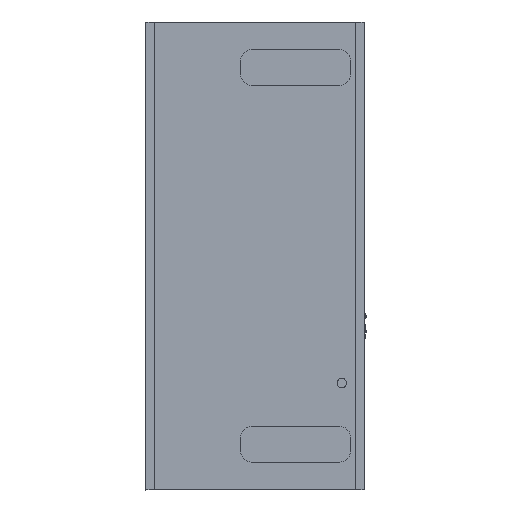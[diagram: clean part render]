
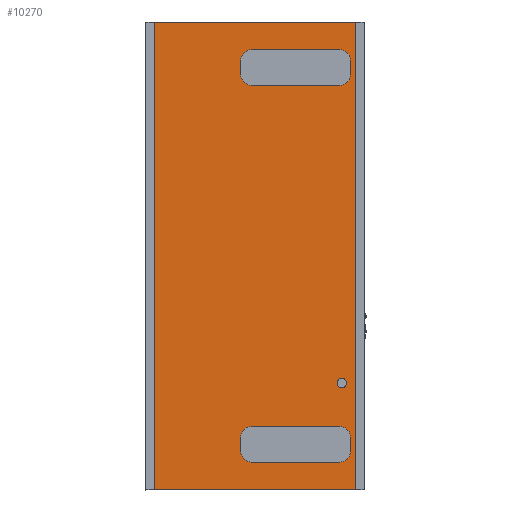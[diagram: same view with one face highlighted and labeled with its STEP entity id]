
A CAD part, top view. The second image highlights one B-rep face of the part: STEP entity #10270.
In plain terms, the highlighted planar face has unit normal (0, 0, 1).
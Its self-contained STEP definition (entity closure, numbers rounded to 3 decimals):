
#1250=CARTESIAN_POINT('',(-359.74,-280.956,250.936))
;
#1260=VERTEX_POINT('',#1250);
#1290=CARTESIAN_POINT('',(280.06,-280.956,251.037));
#1300=DIRECTION('',(-1.,0.,
0.));
#1310=VECTOR('',#1300,1.);
#1320=LINE('',#1290,#1310);
#1330=CARTESIAN_POINT('',(285.76,-280.956,251.038));
#1340=VERTEX_POINT('',#1330);
#1350=EDGE_CURVE('',#1340,#1260,#1320,.T.);
#2130=CARTESIAN_POINT('',(285.76,1219.044,251.038));
#2140=VERTEX_POINT('',#2130);
#2170=CARTESIAN_POINT('',(0.,1219.044,250.993)
);
#2180=DIRECTION('',(-1.,0.,
0.));
#2190=VECTOR('',#2180,1.);
#2200=LINE('',#2170,#2190);
#2210=CARTESIAN_POINT('',(-359.74,1219.044,250.936));
#2220=VERTEX_POINT('',#2210);
#2230=EDGE_CURVE('',#2140,#2220,#2200,.T.);
#8450=CARTESIAN_POINT('',(285.76,0.,251.038));
#8460=DIRECTION('',(0.,1.,0.));
#8470=VECTOR('',#8460,1.);
#8480=LINE('',#8450,#8470);
#8490=EDGE_CURVE('',#1340,#2140,#8480,.T.);
#8560=CARTESIAN_POINT('',(-359.74,-280.956,250.936))
;
#8570=DIRECTION('',(0.,0.,
-1.));
#8580=DIRECTION('',(-1.,0.,
0.));
#8590=AXIS2_PLACEMENT_3D('',#8560,#8570,#8580);
#8600=PLANE('',#8590);
#8610=ORIENTED_EDGE('',*,*,#1350,.F.);
#8620=CARTESIAN_POINT('',(-359.74,0.,250.936));
#8630=DIRECTION('',(0.,1.,0.));
#8640=VECTOR('',#8630,1.);
#8650=LINE('',#8620,#8640);
#8660=EDGE_CURVE('',#1260,#2220,#8650,.T.);
#8670=ORIENTED_EDGE('',*,*,#8660,.F.);
#8680=ORIENTED_EDGE('',*,*,#2230,.T.);
#8690=ORIENTED_EDGE('',*,*,#8490,.T.);
#8700=EDGE_LOOP('',(#8690,#8680,#8670,#8610));
#8710=FACE_OUTER_BOUND('',#8700,.T.);
#8720=CARTESIAN_POINT('',(0.,1130.044,250.993)
);
#8730=DIRECTION('',(-1.,0.,
0.));
#8740=VECTOR('',#8730,1.);
#8750=LINE('',#8720,#8740);
#8760=CARTESIAN_POINT('',(234.51,1130.044,251.03));
#8770=VERTEX_POINT('',#8760);
#8780=CARTESIAN_POINT('',(-48.49,1130.044,250.985))
;
#8790=VERTEX_POINT('',#8780);
#8800=EDGE_CURVE('',#8770,#8790,#8750,.T.);
#8810=ORIENTED_EDGE('',*,*,#8800,.F.);
#8820=CARTESIAN_POINT('',(-48.49,1095.544,250.985))
;
#8830=DIRECTION('',(0.,0.,
-1.));
#8840=DIRECTION('',(0.,-1.,0.));
#8850=AXIS2_PLACEMENT_3D('',#8820,#8830,#8840);
#8860=CIRCLE('',#8850,34.5);
#8870=CARTESIAN_POINT('',(-82.99,1095.544,
250.98));
#8880=VERTEX_POINT('',#8870);
#8890=EDGE_CURVE('',#8880,#8790,#8860,.T.);
#8900=ORIENTED_EDGE('',*,*,#8890,.T.);
#8910=CARTESIAN_POINT('',(-82.99,0.,250.98));
#8920=DIRECTION('',(0.,-1.,0.));
#8930=VECTOR('',#8920,1.);
#8940=LINE('',#8910,#8930);
#8950=CARTESIAN_POINT('',(-82.99,1050.544,
250.98));
#8960=VERTEX_POINT('',#8950);
#8970=EDGE_CURVE('',#8880,#8960,#8940,.T.);
#8980=ORIENTED_EDGE('',*,*,#8970,.F.);
#8990=CARTESIAN_POINT('',(-48.49,1050.544,250.985))
;
#9000=DIRECTION('',(0.,0.,
-1.));
#9010=DIRECTION('',(0.,-1.,0.));
#9020=AXIS2_PLACEMENT_3D('',#8990,#9000,#9010);
#9030=CIRCLE('',#9020,34.5);
#9040=CARTESIAN_POINT('',(-48.49,1016.044,250.985))
;
#9050=VERTEX_POINT('',#9040);
#9060=EDGE_CURVE('',#9050,#8960,#9030,.T.);
#9070=ORIENTED_EDGE('',*,*,#9060,.T.);
#9080=CARTESIAN_POINT('',(0.,1016.044,250.993)
);
#9090=DIRECTION('',(1.,0.,
0.));
#9100=VECTOR('',#9090,1.);
#9110=LINE('',#9080,#9100);
#9120=CARTESIAN_POINT('',(234.51,1016.044,251.03));
#9130=VERTEX_POINT('',#9120);
#9140=EDGE_CURVE('',#9050,#9130,#9110,.T.);
#9150=ORIENTED_EDGE('',*,*,#9140,.F.);
#9160=CARTESIAN_POINT('',(234.51,1050.544,251.03));
#9170=DIRECTION('',(0.,0.,
-1.));
#9180=DIRECTION('',(0.,-1.,0.));
#9190=AXIS2_PLACEMENT_3D('',#9160,#9170,#9180);
#9200=CIRCLE('',#9190,34.5);
#9210=CARTESIAN_POINT('',(269.01,1050.544,251.035));
#9220=VERTEX_POINT('',#9210);
#9230=EDGE_CURVE('',#9220,#9130,#9200,.T.);
#9240=ORIENTED_EDGE('',*,*,#9230,.T.);
#9250=CARTESIAN_POINT('',(269.01,0.,251.035));
#9260=DIRECTION('',(0.,1.,0.));
#9270=VECTOR('',#9260,1.);
#9280=LINE('',#9250,#9270);
#9290=CARTESIAN_POINT('',(269.01,1095.544,251.035));
#9300=VERTEX_POINT('',#9290);
#9310=EDGE_CURVE('',#9220,#9300,#9280,.T.);
#9320=ORIENTED_EDGE('',*,*,#9310,.F.);
#9330=CARTESIAN_POINT('',(234.51,1095.544,251.03));
#9340=DIRECTION('',(0.,0.,
-1.));
#9350=DIRECTION('',(0.,-1.,0.));
#9360=AXIS2_PLACEMENT_3D('',#9330,#9340,#9350);
#9370=CIRCLE('',#9360,34.5);
#9380=EDGE_CURVE('',#8770,#9300,#9370,.T.);
#9390=ORIENTED_EDGE('',*,*,#9380,.T.);
#9400=EDGE_LOOP('',(#9390,#9320,#9240,#9150,#9070,#8980,#8900,#8810));
#9410=FACE_BOUND('',#9400,.T.);
#9420=CARTESIAN_POINT('',(0.,-191.956,250.993)
);
#9430=DIRECTION('',(1.,0.,
0.));
#9440=VECTOR('',#9430,1.);
#9450=LINE('',#9420,#9440);
#9460=CARTESIAN_POINT('',(-48.49,-191.956,250.985))
;
#9470=VERTEX_POINT('',#9460);
#9480=CARTESIAN_POINT('',(234.51,-191.956,251.03));
#9490=VERTEX_POINT('',#9480);
#9500=EDGE_CURVE('',#9470,#9490,#9450,.T.);
#9510=ORIENTED_EDGE('',*,*,#9500,.F.);
#9520=CARTESIAN_POINT('',(234.51,-157.456,251.03));
#9530=DIRECTION('',(0.,0.,
1.));
#9540=DIRECTION('',(0.,1.,0.));
#9550=AXIS2_PLACEMENT_3D('',#9520,#9530,#9540);
#9560=CIRCLE('',#9550,34.5);
#9570=CARTESIAN_POINT('',(269.01,-157.456,251.035));
#9580=VERTEX_POINT('',#9570);
#9590=EDGE_CURVE('',#9490,#9580,#9560,.T.);
#9600=ORIENTED_EDGE('',*,*,#9590,.F.);
#9610=CARTESIAN_POINT('',(269.01,0.,251.035));
#9620=DIRECTION('',(0.,1.,0.));
#9630=VECTOR('',#9620,1.);
#9640=LINE('',#9610,#9630);
#9650=CARTESIAN_POINT('',(269.01,-112.456,251.035));
#9660=VERTEX_POINT('',#9650);
#9670=EDGE_CURVE('',#9580,#9660,#9640,.T.);
#9680=ORIENTED_EDGE('',*,*,#9670,.F.);
#9690=CARTESIAN_POINT('',(234.51,-112.456,251.03));
#9700=DIRECTION('',(0.,0.,
1.));
#9710=DIRECTION('',(0.,1.,0.));
#9720=AXIS2_PLACEMENT_3D('',#9690,#9700,#9710);
#9730=CIRCLE('',#9720,34.5);
#9740=CARTESIAN_POINT('',(234.51,-77.956,
251.03));
#9750=VERTEX_POINT('',#9740);
#9760=EDGE_CURVE('',#9660,#9750,#9730,.T.);
#9770=ORIENTED_EDGE('',*,*,#9760,.F.);
#9780=CARTESIAN_POINT('',(0.,-77.956,
250.993));
#9790=DIRECTION('',(-1.,0.,
0.));
#9800=VECTOR('',#9790,1.);
#9810=LINE('',#9780,#9800);
#9820=CARTESIAN_POINT('',(-48.49,-77.956,
250.985));
#9830=VERTEX_POINT('',#9820);
#9840=EDGE_CURVE('',#9750,#9830,#9810,.T.);
#9850=ORIENTED_EDGE('',*,*,#9840,.F.);
#9860=CARTESIAN_POINT('',(-48.49,-112.456,250.985))
;
#9870=DIRECTION('',(0.,0.,
1.));
#9880=DIRECTION('',(0.,1.,0.));
#9890=AXIS2_PLACEMENT_3D('',#9860,#9870,#9880);
#9900=CIRCLE('',#9890,34.5);
#9910=CARTESIAN_POINT('',(-82.99,-112.456,250.98))
;
#9920=VERTEX_POINT('',#9910);
#9930=EDGE_CURVE('',#9830,#9920,#9900,.T.);
#9940=ORIENTED_EDGE('',*,*,#9930,.F.);
#9950=CARTESIAN_POINT('',(-82.99,0.,250.98));
#9960=DIRECTION('',(0.,-1.,0.));
#9970=VECTOR('',#9960,1.);
#9980=LINE('',#9950,#9970);
#9990=CARTESIAN_POINT('',(-82.99,-157.456,250.98))
;
#10000=VERTEX_POINT('',#9990);
#10010=EDGE_CURVE('',#9920,#10000,#9980,.T.);
#10020=ORIENTED_EDGE('',*,*,#10010,.F.);
#10030=CARTESIAN_POINT('',(-48.49,-157.456,250.985)
);
#10040=DIRECTION('',(0.,0.,
-1.));
#10050=DIRECTION('',(0.,-1.,0.));
#10060=AXIS2_PLACEMENT_3D('',#10030,#10040,#10050);
#10070=CIRCLE('',#10060,34.5);
#10080=EDGE_CURVE('',#9470,#10000,#10070,.T.);
#10090=ORIENTED_EDGE('',*,*,#10080,.T.);
#10100=EDGE_LOOP('',(#10090,#10020,#9940,#9850,#9770,#9680,#9600,#9510))
;
#10110=FACE_BOUND('',#10100,.T.);
#10120=CARTESIAN_POINT('',(241.238,61.428,
251.031));
#10130=DIRECTION('',(0.,0.,
1.));
#10140=DIRECTION('',(1.,0.,
0.));
#10150=AXIS2_PLACEMENT_3D('',#10120,#10130,#10140);
#10160=CIRCLE('',#10150,15.195);
#10170=CARTESIAN_POINT('',(256.433,61.425,
251.033));
#10180=VERTEX_POINT('',#10170);
#10190=CARTESIAN_POINT('',(226.042,61.43,
251.028));
#10200=VERTEX_POINT('',#10190);
#10210=EDGE_CURVE('',#10180,#10200,#10160,.T.);
#10220=ORIENTED_EDGE('',*,*,#10210,.F.);
#10230=EDGE_CURVE('',#10200,#10180,#10160,.T.);
#10240=ORIENTED_EDGE('',*,*,#10230,.F.);
#10250=EDGE_LOOP('',(#10240,#10220));
#10260=FACE_BOUND('',#10250,.T.);
#10270=ADVANCED_FACE('',(#8710,#9410,#10110,#10260),#8600,.F.);
